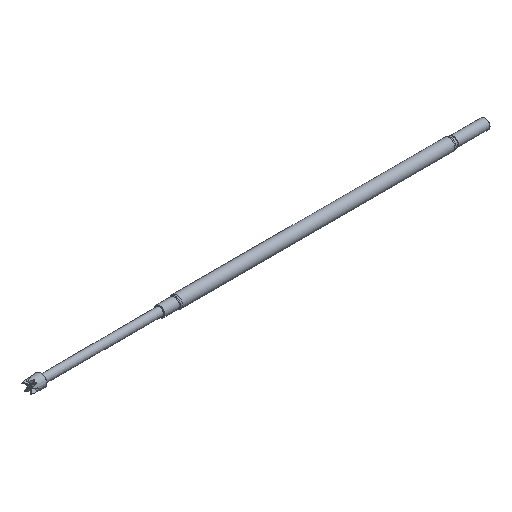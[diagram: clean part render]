
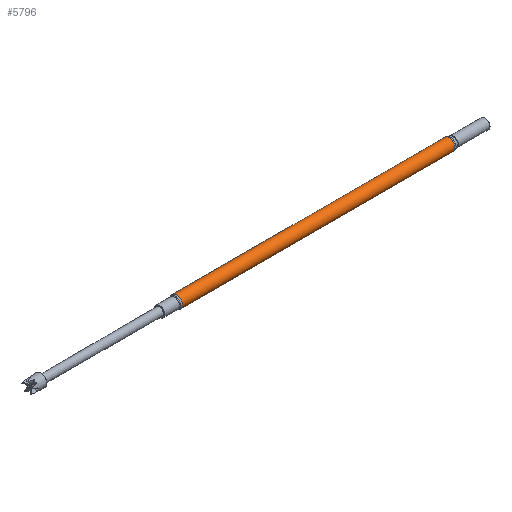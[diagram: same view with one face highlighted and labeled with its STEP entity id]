
A CAD part, isometric view. The second image highlights one B-rep face of the part: STEP entity #5796.
In plain terms, the highlighted cylindrical face has radius 0.51 mm (diameter 1.021 mm), a full revolution.
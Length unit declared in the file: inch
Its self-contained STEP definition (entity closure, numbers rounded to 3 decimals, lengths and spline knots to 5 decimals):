
#131 = CARTESIAN_POINT ( 'NONE',  ( 0.05786, 0., 0. ) ) ;
#197 = CARTESIAN_POINT ( 'NONE',  ( 0.986, 0., 0. ) ) ;
#930 = FACE_OUTER_BOUND ( 'NONE', #4737, .T. ) ;
#957 = CIRCLE ( 'NONE', #6531, 0.0201 ) ;
#1300 = EDGE_CURVE ( 'NONE', #8045, #8045, #957, .T. ) ;
#1499 = CIRCLE ( 'NONE', #10439, 0.0201 ) ;
#1555 = CARTESIAN_POINT ( 'NONE',  ( 0.05786, 0., -0.0201 ) ) ;
#2400 = AXIS2_PLACEMENT_3D ( 'NONE', #3342, #7619, #9396 ) ;
#3342 = CARTESIAN_POINT ( 'NONE',  ( 1.1655, 0., 0. ) ) ;
#3549 = DIRECTION ( 'NONE',  ( 1., 0., 0. ) ) ;
#4737 = EDGE_LOOP ( 'NONE', ( #10879 ) ) ;
#4941 = CARTESIAN_POINT ( 'NONE',  ( 0.986, 0., -0.0201 ) ) ;
#5387 = DIRECTION ( 'NONE',  ( 0., 0., -1. ) ) ;
#5796 = ADVANCED_FACE ( 'NONE', ( #930, #6177 ), #6010, .T. ) ;
#5976 = EDGE_LOOP ( 'NONE', ( #6099 ) ) ;
#6010 = CYLINDRICAL_SURFACE ( 'NONE', #2400, 0.0201 ) ;
#6099 = ORIENTED_EDGE ( 'NONE', *, *, #6661, .F. ) ;
#6160 = DIRECTION ( 'NONE',  ( 0., 0., -1. ) ) ;
#6177 = FACE_OUTER_BOUND ( 'NONE', #5976, .T. ) ;
#6531 = AXIS2_PLACEMENT_3D ( 'NONE', #131, #3549, #6160 ) ;
#6661 = EDGE_CURVE ( 'NONE', #10595, #10595, #1499, .T. ) ;
#7112 = DIRECTION ( 'NONE',  ( 1., 0., 0. ) ) ;
#7619 = DIRECTION ( 'NONE',  ( 1., 0., 0. ) ) ;
#8045 = VERTEX_POINT ( 'NONE', #1555 ) ;
#9396 = DIRECTION ( 'NONE',  ( 0., 0., -1. ) ) ;
#10439 = AXIS2_PLACEMENT_3D ( 'NONE', #197, #7112, #5387 ) ;
#10595 = VERTEX_POINT ( 'NONE', #4941 ) ;
#10879 = ORIENTED_EDGE ( 'NONE', *, *, #1300, .T. ) ;
